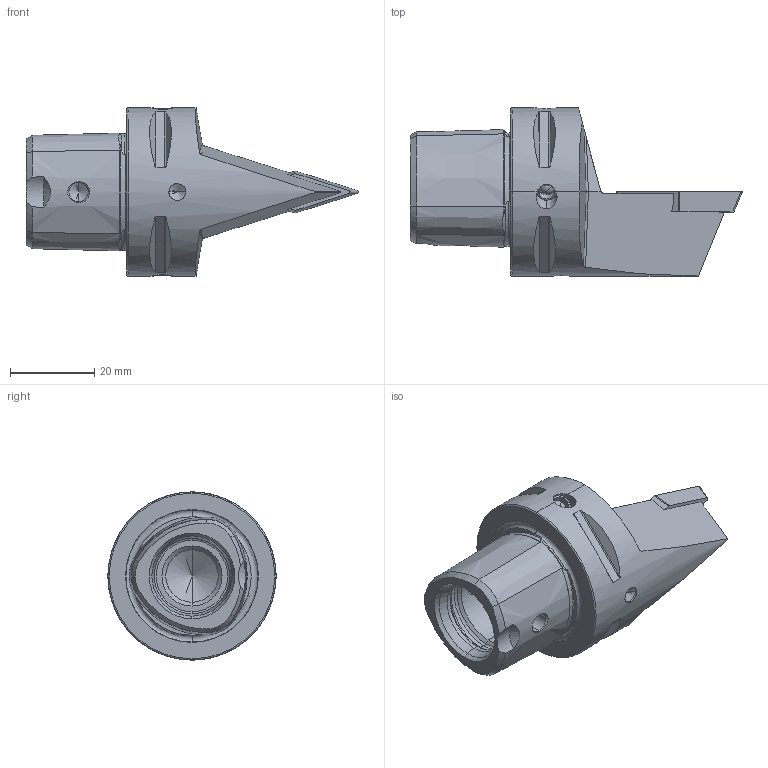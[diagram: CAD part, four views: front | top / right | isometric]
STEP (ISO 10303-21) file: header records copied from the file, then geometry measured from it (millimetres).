
FILE_DESCRIPTION (( 'STEP AP214' ), '1' );
FILE_NAME ('PS4.KVB.NVA.055.STEP', '2022-04-25T07:00:50', ( '' ), ( '' ), 'SwSTEP 2.0', 'SolidWorks 2017', '' );
FILE_SCHEMA (( 'AUTOMOTIVE_DESIGN' ));
Length unit declared in the file: millimetre
Products named in the file (6): VCMT160404; WKX-ER1.004.005_A_PreviewCfg; WCB-ER2.001.009_A; PS4.KVB.NVA.055; KVT_MB_600_050; PS4-KVB.NVA.055_A_Fertigbearbeitung
Assembly tree (9 placements, depth 2):
  PS4.KVB.NVA.055
    PS4-KVB.NVA.055_A_Fertigbearbeitung
    WCB-ER2.001.009_A
    WKX-ER1.004.005_A_PreviewCfg  x3
    KVT_MB_600_050  x3
    VCMT160404
Bounding box: 79 x 40 x 40 mm (x, y, z)
Volume: 34263.2 mm3; surface area: 12783.5 mm2
Topology: 12 solids, 12 shells, 431 faces, 1025 edges, 605 vertices
Faces by surface type: cone 164, cylinder 114, plane 89, torus 40, bspline 16, sphere 8
Entity records: 11764 total; most frequent: CARTESIAN_POINT 3563, ORIENTED_EDGE 1592, DIRECTION 1515, EDGE_CURVE 796, AXIS2_PLACEMENT_3D 608, VERTEX_POINT 482, EDGE_LOOP 358, ADVANCED_FACE 333
